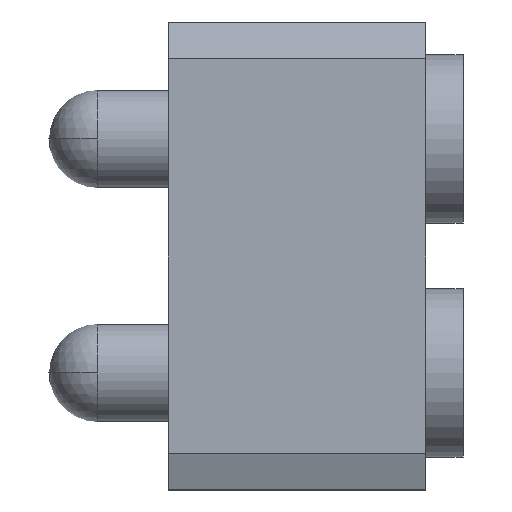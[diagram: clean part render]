
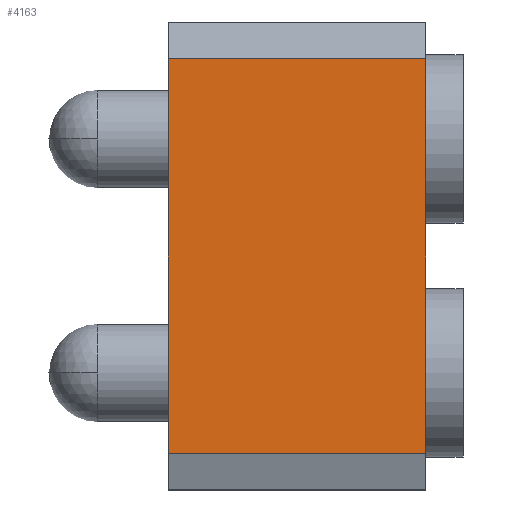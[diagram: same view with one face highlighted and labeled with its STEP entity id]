
A CAD part, left-side view. The second image highlights one B-rep face of the part: STEP entity #4163.
In plain terms, the highlighted planar face has unit normal (-1, 0, 0).
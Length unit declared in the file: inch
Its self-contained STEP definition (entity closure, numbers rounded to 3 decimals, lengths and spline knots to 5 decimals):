
#439 = CARTESIAN_POINT ( 'NONE',  ( -0.01203, 0., -0.18425 ) ) ;
#460 = LINE ( 'NONE', #7935, #7397 ) ;
#700 = VERTEX_POINT ( 'NONE', #3587 ) ;
#1111 = LINE ( 'NONE', #2254, #3782 ) ;
#1148 = AXIS2_PLACEMENT_3D ( 'NONE', #3505, #2371, #6516 ) ;
#2094 = CARTESIAN_POINT ( 'NONE',  ( -0.01203, -0.11, -0.18425 ) ) ;
#2254 = CARTESIAN_POINT ( 'NONE',  ( -0.01203, -0.11, -0.01575 ) ) ;
#2371 = DIRECTION ( 'NONE',  ( -1., 0., 0. ) ) ;
#2849 = VECTOR ( 'NONE', #4483, 39.37008 ) ;
#2962 = EDGE_CURVE ( 'NONE', #3935, #3245, #5329, .T. ) ;
#2970 = VECTOR ( 'NONE', #5867, 39.37008 ) ;
#3113 = ORIENTED_EDGE ( 'NONE', *, *, #3543, .F. ) ;
#3245 = VERTEX_POINT ( 'NONE', #5318 ) ;
#3505 = CARTESIAN_POINT ( 'NONE',  ( -0.01203, -0.11, -0.18425 ) ) ;
#3511 = DIRECTION ( 'NONE',  ( 0., 1., 0. ) ) ;
#3543 = EDGE_CURVE ( 'NONE', #700, #3935, #7026, .T. ) ;
#3587 = CARTESIAN_POINT ( 'NONE',  ( -0.01203, -0.11, -0.18425 ) ) ;
#3782 = VECTOR ( 'NONE', #3511, 39.37008 ) ;
#3935 = VERTEX_POINT ( 'NONE', #6118 ) ;
#3976 = ORIENTED_EDGE ( 'NONE', *, *, #2962, .F. ) ;
#4112 = FACE_OUTER_BOUND ( 'NONE', #5536, .T. ) ;
#4163 = ADVANCED_FACE ( 'NONE', ( #4112 ), #7955, .T. ) ;
#4483 = DIRECTION ( 'NONE',  ( 0., 1., 0. ) ) ;
#4937 = EDGE_CURVE ( 'NONE', #700, #7444, #460, .T. ) ;
#5318 = CARTESIAN_POINT ( 'NONE',  ( -0.01203, 0., -0.01575 ) ) ;
#5329 = LINE ( 'NONE', #439, #2970 ) ;
#5536 = EDGE_LOOP ( 'NONE', ( #3976, #3113, #7508, #6681 ) ) ;
#5867 = DIRECTION ( 'NONE',  ( 0., 0., 1. ) ) ;
#6118 = CARTESIAN_POINT ( 'NONE',  ( -0.01203, 0., -0.18425 ) ) ;
#6516 = DIRECTION ( 'NONE',  ( 0., 0., 1. ) ) ;
#6681 = ORIENTED_EDGE ( 'NONE', *, *, #6734, .T. ) ;
#6734 = EDGE_CURVE ( 'NONE', #7444, #3245, #1111, .T. ) ;
#7026 = LINE ( 'NONE', #2094, #2849 ) ;
#7397 = VECTOR ( 'NONE', #7432, 39.37008 ) ;
#7432 = DIRECTION ( 'NONE',  ( 0., 0., 1. ) ) ;
#7444 = VERTEX_POINT ( 'NONE', #7528 ) ;
#7508 = ORIENTED_EDGE ( 'NONE', *, *, #4937, .T. ) ;
#7528 = CARTESIAN_POINT ( 'NONE',  ( -0.01203, -0.11, -0.01575 ) ) ;
#7935 = CARTESIAN_POINT ( 'NONE',  ( -0.01203, -0.11, -0.18425 ) ) ;
#7955 = PLANE ( 'NONE',  #1148 ) ;
